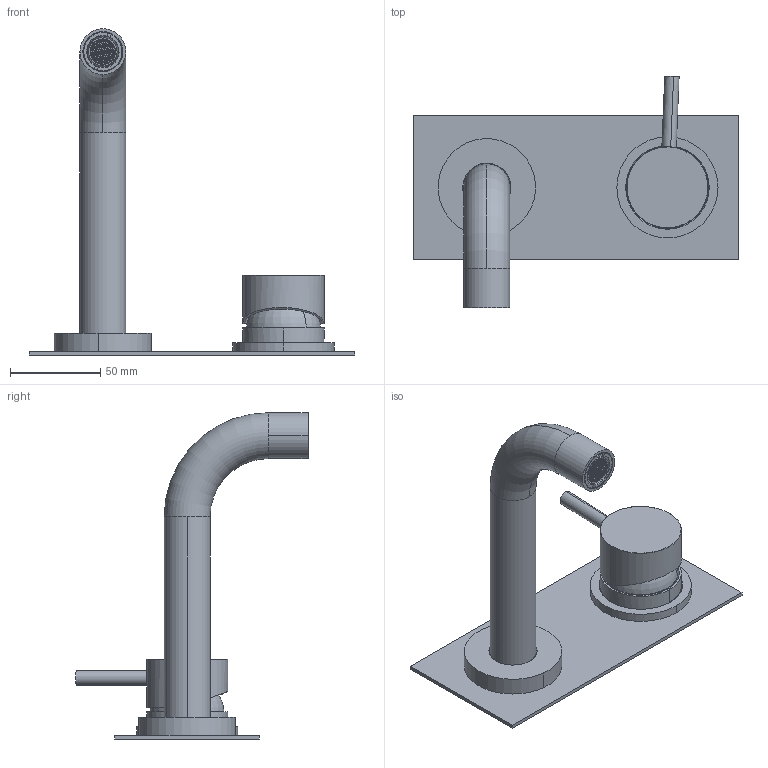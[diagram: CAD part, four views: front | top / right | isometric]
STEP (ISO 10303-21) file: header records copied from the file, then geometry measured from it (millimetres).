
FILE_DESCRIPTION (( 'STEP AP214' ), '1' );
FILE_NAME ('SMOS25160RH_shell.STEP', '2017-08-03T03:02:25', ( 'khoa' ), ( '' ), 'SwSTEP 2.0', 'SolidWorks 2016', '' );
FILE_SCHEMA (( 'AUTOMOTIVE_DESIGN' ));
Length unit declared in the file: millimetre
Products named in the file (2): SMOS25160RH_shell
Bounding box: 180 x 128.61 x 180.86 mm (x, y, z)
Volume: 141994.8 mm3; surface area: 78900.5 mm2
Topology: 6 solids, 6 shells, 1207 faces, 3046 edges, 2020 vertices
Faces by surface type: plane 1085, cylinder 82, cone 30, torus 10
Entity records: 49281 total; most frequent: CARTESIAN_POINT 6791, ORIENTED_EDGE 6084, DIRECTION 5644, EDGE_CURVE 3042, VECTOR 2800, LINE 2800, VERTEX_POINT 2020, AXIS2_PLACEMENT_3D 1422
